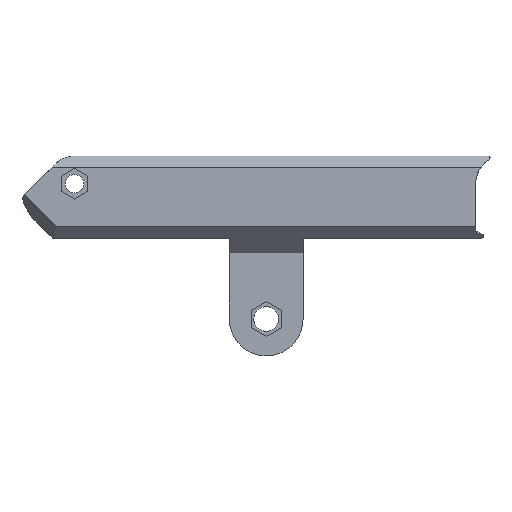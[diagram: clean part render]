
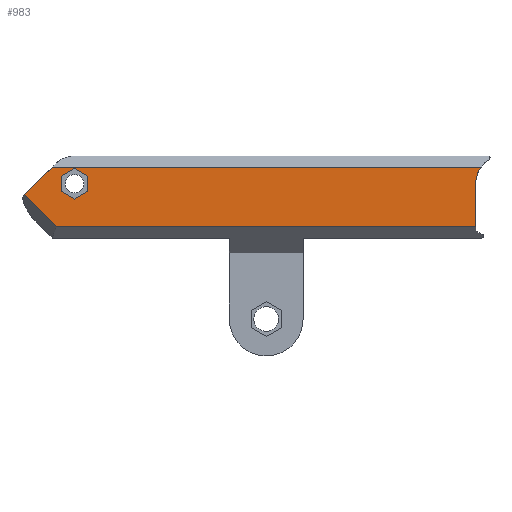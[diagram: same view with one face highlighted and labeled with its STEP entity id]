
A CAD part, front view. The second image highlights one B-rep face of the part: STEP entity #983.
In plain terms, the highlighted planar face has unit normal (0, -1, 0).
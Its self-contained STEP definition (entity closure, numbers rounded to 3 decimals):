
#45=FACE_BOUND('',#149,.T.);
#60=CIRCLE('',#1066,7.75);
#93=FACE_OUTER_BOUND('',#148,.T.);
#148=EDGE_LOOP('',(#757,#758,#759,#760,#761,#762));
#149=EDGE_LOOP('',(#763,#764,#765,#766,#767,#768));
#238=LINE('',#1551,#348);
#239=LINE('',#1554,#349);
#240=LINE('',#1556,#350);
#241=LINE('',#1558,#351);
#242=LINE('',#1559,#352);
#243=LINE('',#1562,#353);
#244=LINE('',#1564,#354);
#245=LINE('',#1566,#355);
#246=LINE('',#1568,#356);
#247=LINE('',#1570,#357);
#248=LINE('',#1571,#358);
#348=VECTOR('',#1258,10.);
#349=VECTOR('',#1261,10.);
#350=VECTOR('',#1262,10.);
#351=VECTOR('',#1263,10.);
#352=VECTOR('',#1264,10.);
#353=VECTOR('',#1265,10.);
#354=VECTOR('',#1266,10.);
#355=VECTOR('',#1267,10.);
#356=VECTOR('',#1268,10.);
#357=VECTOR('',#1269,10.);
#358=VECTOR('',#1270,10.);
#454=VERTEX_POINT('',#1537);
#455=VERTEX_POINT('',#1539);
#459=VERTEX_POINT('',#1549);
#460=VERTEX_POINT('',#1553);
#461=VERTEX_POINT('',#1555);
#462=VERTEX_POINT('',#1557);
#463=VERTEX_POINT('',#1560);
#464=VERTEX_POINT('',#1561);
#465=VERTEX_POINT('',#1563);
#466=VERTEX_POINT('',#1565);
#467=VERTEX_POINT('',#1567);
#468=VERTEX_POINT('',#1569);
#567=EDGE_CURVE('',#455,#454,#60,.T.);
#573=EDGE_CURVE('',#459,#454,#238,.T.);
#574=EDGE_CURVE('',#459,#460,#239,.T.);
#575=EDGE_CURVE('',#461,#460,#240,.T.);
#576=EDGE_CURVE('',#462,#461,#241,.T.);
#577=EDGE_CURVE('',#462,#455,#242,.T.);
#578=EDGE_CURVE('',#463,#464,#243,.T.);
#579=EDGE_CURVE('',#464,#465,#244,.T.);
#580=EDGE_CURVE('',#465,#466,#245,.T.);
#581=EDGE_CURVE('',#466,#467,#246,.T.);
#582=EDGE_CURVE('',#467,#468,#247,.T.);
#583=EDGE_CURVE('',#468,#463,#248,.T.);
#757=ORIENTED_EDGE('',*,*,#573,.F.);
#758=ORIENTED_EDGE('',*,*,#574,.T.);
#759=ORIENTED_EDGE('',*,*,#575,.F.);
#760=ORIENTED_EDGE('',*,*,#576,.F.);
#761=ORIENTED_EDGE('',*,*,#577,.T.);
#762=ORIENTED_EDGE('',*,*,#567,.T.);
#763=ORIENTED_EDGE('',*,*,#578,.T.);
#764=ORIENTED_EDGE('',*,*,#579,.T.);
#765=ORIENTED_EDGE('',*,*,#580,.T.);
#766=ORIENTED_EDGE('',*,*,#581,.T.);
#767=ORIENTED_EDGE('',*,*,#582,.T.);
#768=ORIENTED_EDGE('',*,*,#583,.T.);
#937=PLANE('',#1070);
#983=ADVANCED_FACE('',(#93,#45),#937,.T.);
#1066=AXIS2_PLACEMENT_3D('',#1540,#1247,#1248);
#1070=AXIS2_PLACEMENT_3D('',#1552,#1259,#1260);
#1247=DIRECTION('center_axis',(0.,1.,0.));
#1248=DIRECTION('ref_axis',(-0.252,0.,0.968));
#1258=DIRECTION('',(1.,0.,0.));
#1259=DIRECTION('center_axis',(0.,-1.,0.));
#1260=DIRECTION('ref_axis',(1.,0.,0.));
#1261=DIRECTION('',(-0.707,0.,-0.707));
#1262=DIRECTION('',(-0.707,0.,0.707));
#1263=DIRECTION('',(-1.,0.,0.));
#1264=DIRECTION('',(0.,0.,1.));
#1265=DIRECTION('',(0.,0.,-1.));
#1266=DIRECTION('',(-0.866,0.,-0.5));
#1267=DIRECTION('',(-0.866,0.,0.5));
#1268=DIRECTION('',(0.,0.,1.));
#1269=DIRECTION('',(0.866,0.,0.5));
#1270=DIRECTION('',(0.866,0.,-0.5));
#1537=CARTESIAN_POINT('',(-98.005,-5.,13.739));
#1539=CARTESIAN_POINT('',(-99.445,-5.,9.239));
#1540=CARTESIAN_POINT('Origin',(-91.695,-5.,9.239));
#1549=CARTESIAN_POINT('',(-214.412,-5.,13.739));
#1551=CARTESIAN_POINT('',(-181.821,-5.,13.739));
#1552=CARTESIAN_POINT('Origin',(-155.337,-5.,5.619));
#1553=CARTESIAN_POINT('',(-221.909,-5.,6.242));
#1554=CARTESIAN_POINT('',(-213.609,-5.,14.542));
#1555=CARTESIAN_POINT('',(-213.168,-5.,-2.5));
#1556=CARTESIAN_POINT('',(-200.301,-5.,-15.367));
#1557=CARTESIAN_POINT('',(-99.445,-5.,-2.5));
#1558=CARTESIAN_POINT('',(-124.879,-5.,-2.5));
#1559=CARTESIAN_POINT('',(-99.445,-5.,-3.591));
#1560=CARTESIAN_POINT('',(-204.705,-5.,11.317));
#1561=CARTESIAN_POINT('',(-204.705,-5.,7.16));
#1562=CARTESIAN_POINT('',(-204.705,-5.,7.16));
#1563=CARTESIAN_POINT('',(-208.305,-5.,5.082));
#1564=CARTESIAN_POINT('',(-208.305,-5.,5.082));
#1565=CARTESIAN_POINT('',(-211.905,-5.,7.16));
#1566=CARTESIAN_POINT('',(-211.905,-5.,7.16));
#1567=CARTESIAN_POINT('',(-211.905,-5.,11.317));
#1568=CARTESIAN_POINT('',(-211.905,-5.,11.317));
#1569=CARTESIAN_POINT('',(-208.305,-5.,13.396));
#1570=CARTESIAN_POINT('',(-208.305,-5.,13.396));
#1571=CARTESIAN_POINT('',(-204.705,-5.,11.317));
